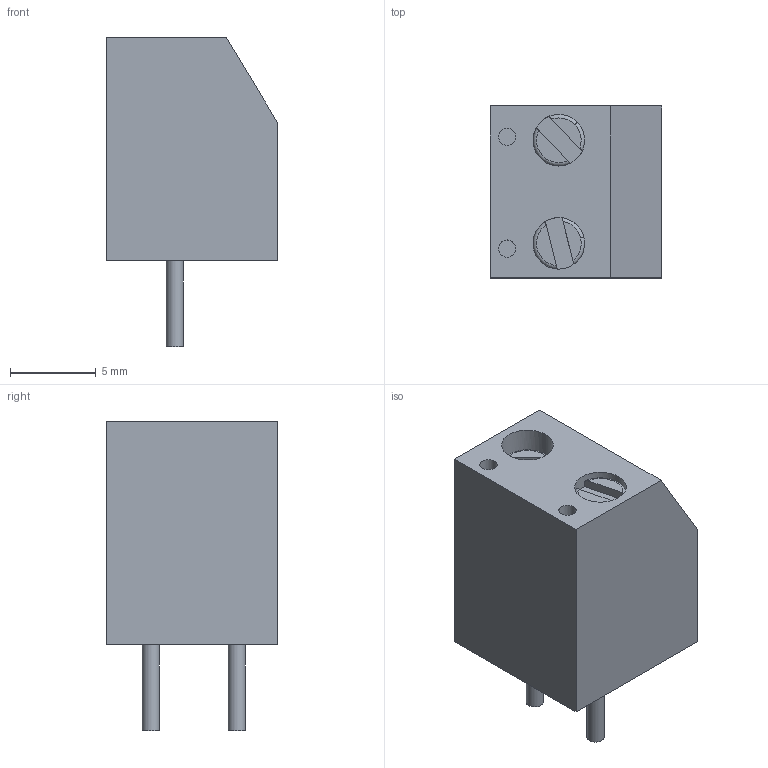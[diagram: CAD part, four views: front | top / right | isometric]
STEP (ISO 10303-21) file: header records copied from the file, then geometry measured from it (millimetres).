
FILE_DESCRIPTION(('FreeCAD Model'),'2;1');
FILE_NAME('borneraazul2pines.step','2019-04-24T12:45:05',('Author'),(''), 'Open CASCADE STEP processor 7.3','FreeCAD','Unknown');
FILE_SCHEMA(('AUTOMOTIVE_DESIGN { 1 0 10303 214 1 1 1 1 }'));
Length unit declared in the file: millimetre
Products named in the file (1): Bornera
Bounding box: 10 x 10 x 18 mm (x, y, z)
Volume: 1129.3 mm3; surface area: 850.3 mm2
Topology: 1 solids, 1 shells, 49 faces, 109 edges, 72 vertices
Faces by surface type: plane 33, torus 8, cylinder 8
Full cylindrical faces by diameter (mm): 1 x4, 3 x2, 3.6 x2
Entity records: 3342 total; most frequent: CARTESIAN_POINT 751, DIRECTION 413, ORIENTED_EDGE 218, PCURVE 218, DEFINITIONAL_REPRESENTATION 218, LINE 215, VECTOR 215, EDGE_CURVE 109
